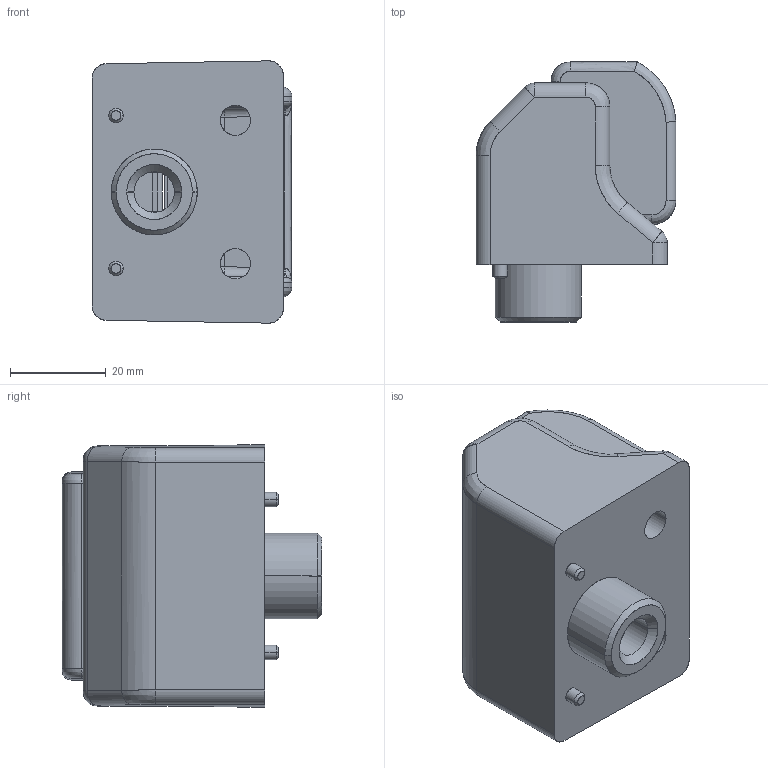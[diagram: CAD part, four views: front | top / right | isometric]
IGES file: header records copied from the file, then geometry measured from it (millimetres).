
Start section: SolidWorks IGES file using analytic representation for surfaces
Global section: file name: FA-740S-1.IGS,15; native system: HSolidWorks 2018; preprocessor: SolidWorks 2018; author: 1337yo; date: 200218.130716; units: millimetre
Bounding box: 41.8 x 54.4 x 54.89 mm (x, y, z)
Surface area: 22853.4 mm2 (no closed solid volume)
Topology: 0 solids, 0 shells, 286 faces, 3164 edges, 3156 vertices
Faces by surface type: bspline 148, revolution 138
